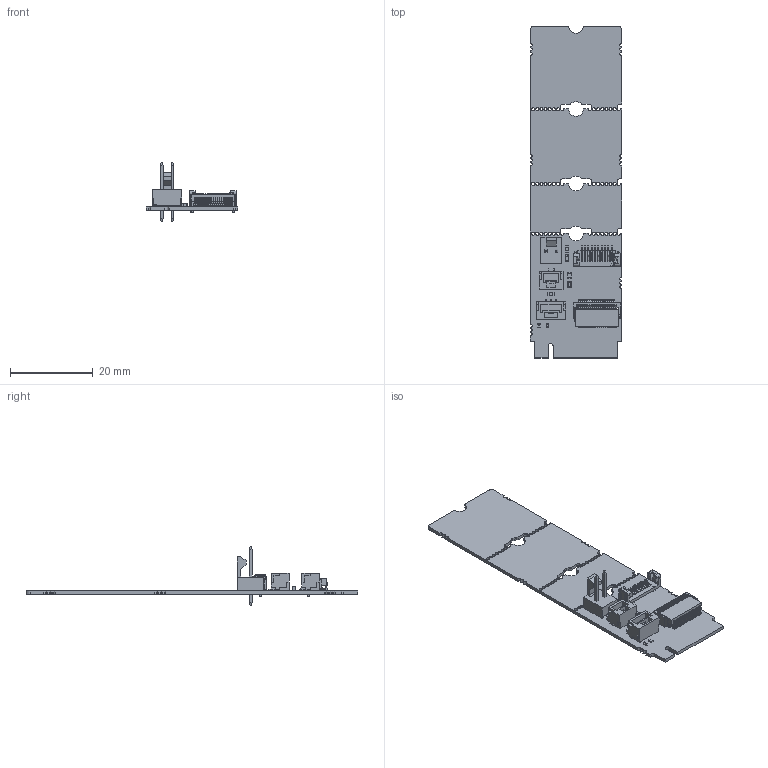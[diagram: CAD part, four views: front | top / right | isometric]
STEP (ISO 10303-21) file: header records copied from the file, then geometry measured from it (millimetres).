
FILE_DESCRIPTION(('Open CASCADE Model'),'2;1');
FILE_NAME('Open CASCADE Shape Model','2021-04-19T12:26:46',('Author'),( 'Open CASCADE'),'Open CASCADE STEP processor 6.8','Open CASCADE 6.8' ,'Unknown');
FILE_SCHEMA(('AUTOMOTIVE_DESIGN { 1 0 10303 214 1 1 1 1 }'));
Length unit declared in the file: millimetre
Products named in the file (35): PCB; Board; Open CASCADE STEP translator 6.8 4.1.1; Open CASCADE STEP translator 6.8 4.1.1.1; L2; 0603_L; L1; R2; User_Library-0402CRCW; J5; BM03B-GHS-TBT; J4; BM02B-GHS-TBT; C3; C-0603-H050; C1; C-0603-H100_step; J6; UCC8-010-1-H-S-1-A; _UCC8-010-1-H-S-1-A_t; _UCC8-010-1-H-S-1-A_wt; _UCC8-010-1-H-S-1-A_p; _UCC8-010-1-H-S-1-A_tr; C4; C2; 0402-H050; J2; UEC5-019-1-H-D-RA-1-A; _UEC5-019-1-H-D-RA-1-A_t; _UEC5-019-1-H-D-RA-1-A_p; _UEC5-019-1-H-D-RA-1-A_c; J3; SW3dPS-Molex_-_2-Pin_Header_with_Lock_(0.100in_pitch); SW3dPS-Molex_-_2-Pin_Header_with_Lock_(0.100in_pitch)_Molex_-_Header_
Base_with_Lock_(0.100in_pitch); SW3dPS-Molex_-_2-Pin_Header_with_Lock_(0.100in_pitch)_Molex_-_Header_
Pin
Assembly tree (39 placements, depth 4):
  PCB
    Board
      Open CASCADE STEP translator 6.8 4.1.1
        Open CASCADE STEP translator 6.8 4.1.1.1
    L2
      0603_L
    L1
      0603_L
    R2
      User_Library-0402CRCW
    J5
      BM03B-GHS-TBT
    J4
      BM02B-GHS-TBT
    C3
      C-0603-H050
    C1
      C-0603-H100_step
    J6
      UCC8-010-1-H-S-1-A
        _UCC8-010-1-H-S-1-A_t
        _UCC8-010-1-H-S-1-A_wt  x2
        _UCC8-010-1-H-S-1-A_p
        _UCC8-010-1-H-S-1-A_tr
    C4
      C-0603-H050
    C2
      0402-H050
    J2
      UEC5-019-1-H-D-RA-1-A
        _UEC5-019-1-H-D-RA-1-A_t
        _UEC5-019-1-H-D-RA-1-A_p
        _UEC5-019-1-H-D-RA-1-A_c  x2
    J3
      SW3dPS-Molex_-_2-Pin_Header_with_Lock_(0.100in_pitch)
        SW3dPS-Molex_-_2-Pin_Header_with_Lock_(0.100in_pitch)_Molex_-_Header_
Base_with_Lock_(0.100in_pitch)
        SW3dPS-Molex_-_2-Pin_Header_with_Lock_(0.100in_pitch)_Molex_-_Header_
Pin  x2
Bounding box: 22 x 80 x 14.22 mm (x, y, z)
Volume: 1795.1 mm3; surface area: 5436.2 mm2
Topology: 26 solids, 26 shells, 3521 faces, 10145 edges, 6588 vertices
Faces by surface type: plane 2541, cylinder 889, sphere 54, bspline 36, torus 1
Full cylindrical faces by diameter (mm): 0.15 x1, 0.75 x41, 0.8 x2, 0.89 x2, 0.9 x2, 1 x2, 1.16 x2
Entity records: 126959 total; most frequent: CARTESIAN_POINT 19498, ORIENTED_EDGE 19030, DIRECTION 17757, EDGE_CURVE 9515, LINE 7835, VECTOR 7835, VERTEX_POINT 6236, AXIS2_PLACEMENT_3D 4961
